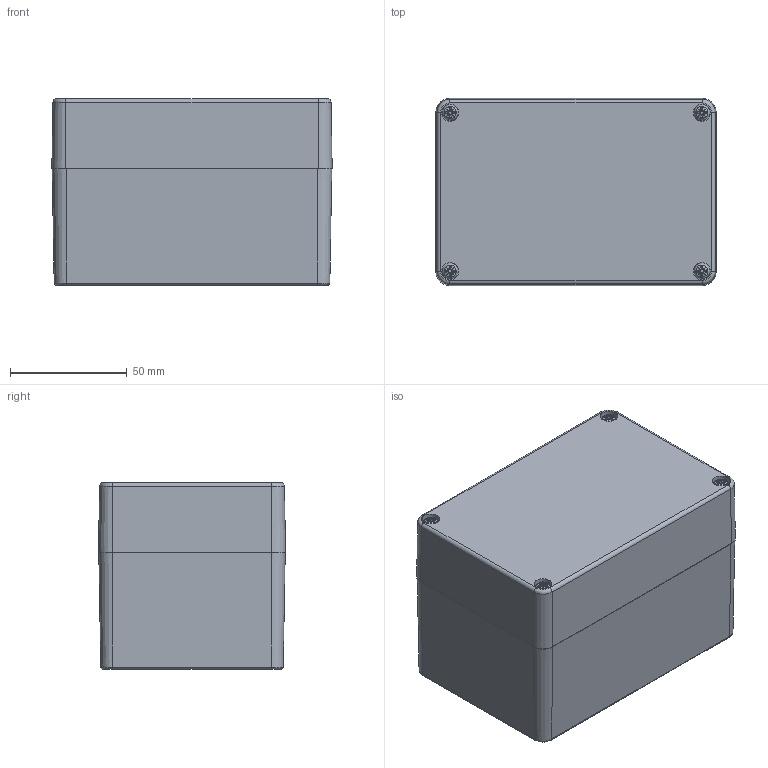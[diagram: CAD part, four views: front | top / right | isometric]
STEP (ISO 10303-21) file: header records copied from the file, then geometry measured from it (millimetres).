
FILE_DESCRIPTION((''),'2;1');
FILE_NAME('0302102750-MBM_128080-K (50-30)_VE.stp','2015-12-22T15:08:05',('robin.rentz'),(''),'Autodesk Inventor 2012','Autodesk Inventor 2012','');
FILE_SCHEMA(('AUTOMOTIVE_DESIGN { 1 2 10303 214 0 1 1 1 }'));
Length unit declared in the file: millimetre
Products named in the file (6): 0302102750-MBM_128080-K (50-30)_VE; 0301109002-UT_128050_VE; 0302102501-OT_128030-K_VE; xxx-O-Ring--OT--MBM-MBT_128030; 1990000013 Schrauben A2 BM4x38_15; 1990000007 M4 Gewindebuchse
Assembly tree (11 placements, depth 2):
  0302102750-MBM_128080-K (50-30)_VE
    0301109002-UT_128050_VE
    0302102501-OT_128030-K_VE
    xxx-O-Ring--OT--MBM-MBT_128030
    1990000013 Schrauben A2 BM4x38_15  x4
    1990000007 M4 Gewindebuchse  x4
Bounding box: 120.3 x 80.3 x 80 mm (x, y, z)
Volume: 174282.4 mm3; surface area: 122213.4 mm2
Topology: 11 solids, 11 shells, 1652 faces, 4002 edges, 2420 vertices
Faces by surface type: plane 603, cylinder 443, cone 364, torus 195, bspline 40, sphere 7
Full cylindrical faces by diameter (mm): 3.242 x4, 3.3 x4, 4 x4, 4.4 x4, 4.5 x8, 4.8 x4, 5.1 x4, 6.8 x4, 7 x4, 7.4 x4, 7.5 x4
Entity records: 25075 total; most frequent: CARTESIAN_POINT 5441, DIRECTION 4393, ORIENTED_EDGE 3876, EDGE_CURVE 1938, AXIS2_PLACEMENT_3D 1803, VERTEX_POINT 1211, EDGE_LOOP 969, CIRCLE 955
